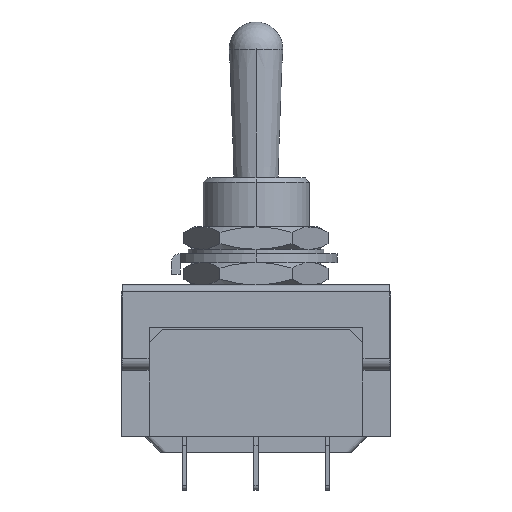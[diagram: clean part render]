
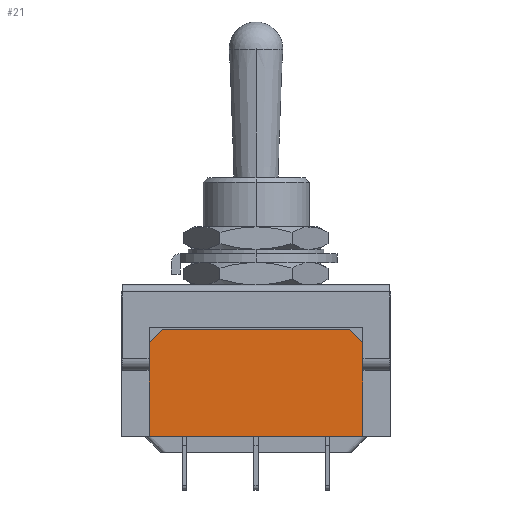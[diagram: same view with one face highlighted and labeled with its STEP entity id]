
A CAD part, top view. The second image highlights one B-rep face of the part: STEP entity #21.
In plain terms, the highlighted planar face has unit normal (0, 0, 1).
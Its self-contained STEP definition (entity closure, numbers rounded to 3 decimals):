
#21 = ADVANCED_FACE ( 'NONE', ( #690 ), #735, .F. ) ;
#205 = VERTEX_POINT ( 'NONE', #1619 ) ;
#296 = DIRECTION ( 'NONE',  ( 1., 0., 0. ) ) ;
#610 = VERTEX_POINT ( 'NONE', #4369 ) ;
#624 = VERTEX_POINT ( 'NONE', #3915 ) ;
#690 = FACE_OUTER_BOUND ( 'NONE', #4418, .T. ) ;
#735 = PLANE ( 'NONE',  #6367 ) ;
#1033 = VECTOR ( 'NONE', #6706, 1000. ) ;
#1270 = VERTEX_POINT ( 'NONE', #5507 ) ;
#1564 = VERTEX_POINT ( 'NONE', #5735 ) ;
#1619 = CARTESIAN_POINT ( 'NONE',  ( 12., -16.2, 7.5 ) ) ;
#1927 = CARTESIAN_POINT ( 'NONE',  ( -10.5, -4.2, 7.5 ) ) ;
#2071 = DIRECTION ( 'NONE',  ( 0., 1., 0. ) ) ;
#2746 = EDGE_CURVE ( 'NONE', #610, #205, #5042, .T. ) ;
#2854 = DIRECTION ( 'NONE',  ( 0., 0., -1. ) ) ;
#3090 = EDGE_CURVE ( 'NONE', #1270, #624, #4856, .T. ) ;
#3460 = ORIENTED_EDGE ( 'NONE', *, *, #2746, .T. ) ;
#3625 = EDGE_CURVE ( 'NONE', #624, #1564, #6271, .T. ) ;
#3915 = CARTESIAN_POINT ( 'NONE',  ( 10.5, -4.2, 7.5 ) ) ;
#4007 = EDGE_CURVE ( 'NONE', #7688, #610, #7571, .T. ) ;
#4369 = CARTESIAN_POINT ( 'NONE',  ( -12., -16.2, 7.5 ) ) ;
#4418 = EDGE_LOOP ( 'NONE', ( #6784, #8305, #8670, #7953, #4964, #3460 ) ) ;
#4458 = CARTESIAN_POINT ( 'NONE',  ( 15.1, -16.2, 7.5 ) ) ;
#4720 = VECTOR ( 'NONE', #296, 1000. ) ;
#4760 = CARTESIAN_POINT ( 'NONE',  ( 10.5, -4.2, 7.5 ) ) ;
#4856 = LINE ( 'NONE', #4760, #7570 ) ;
#4964 = ORIENTED_EDGE ( 'NONE', *, *, #4007, .T. ) ;
#5042 = LINE ( 'NONE', #4458, #4720 ) ;
#5086 = EDGE_CURVE ( 'NONE', #205, #1270, #7451, .T. ) ;
#5507 = CARTESIAN_POINT ( 'NONE',  ( 12., -5.7, 7.5 ) ) ;
#5564 = CARTESIAN_POINT ( 'NONE',  ( 12., -5.7, 7.5 ) ) ;
#5735 = CARTESIAN_POINT ( 'NONE',  ( -10.5, -4.2, 7.5 ) ) ;
#5754 = VECTOR ( 'NONE', #8229, 1000. ) ;
#5821 = VECTOR ( 'NONE', #6681, 1000. ) ;
#5861 = LINE ( 'NONE', #8204, #5754 ) ;
#6271 = LINE ( 'NONE', #1927, #1033 ) ;
#6367 = AXIS2_PLACEMENT_3D ( 'NONE', #7667, #2854, #7720 ) ;
#6681 = DIRECTION ( 'NONE',  ( 0., -1., 0. ) ) ;
#6706 = DIRECTION ( 'NONE',  ( -1., 0., 0. ) ) ;
#6784 = ORIENTED_EDGE ( 'NONE', *, *, #5086, .T. ) ;
#7451 = LINE ( 'NONE', #5564, #8634 ) ;
#7570 = VECTOR ( 'NONE', #8894, 1000. ) ;
#7571 = LINE ( 'NONE', #7968, #5821 ) ;
#7667 = CARTESIAN_POINT ( 'NONE',  ( 0., 0., 7.5 ) ) ;
#7688 = VERTEX_POINT ( 'NONE', #7691 ) ;
#7691 = CARTESIAN_POINT ( 'NONE',  ( -12., -5.7, 7.5 ) ) ;
#7720 = DIRECTION ( 'NONE',  ( -1., 0., 0. ) ) ;
#7953 = ORIENTED_EDGE ( 'NONE', *, *, #8293, .T. ) ;
#7968 = CARTESIAN_POINT ( 'NONE',  ( -12., -5.7, 7.5 ) ) ;
#8204 = CARTESIAN_POINT ( 'NONE',  ( -12., -5.7, 7.5 ) ) ;
#8229 = DIRECTION ( 'NONE',  ( -0.707, -0.707, 0. ) ) ;
#8293 = EDGE_CURVE ( 'NONE', #1564, #7688, #5861, .T. ) ;
#8305 = ORIENTED_EDGE ( 'NONE', *, *, #3090, .T. ) ;
#8634 = VECTOR ( 'NONE', #2071, 1000. ) ;
#8670 = ORIENTED_EDGE ( 'NONE', *, *, #3625, .T. ) ;
#8894 = DIRECTION ( 'NONE',  ( -0.707, 0.707, 0. ) ) ;
